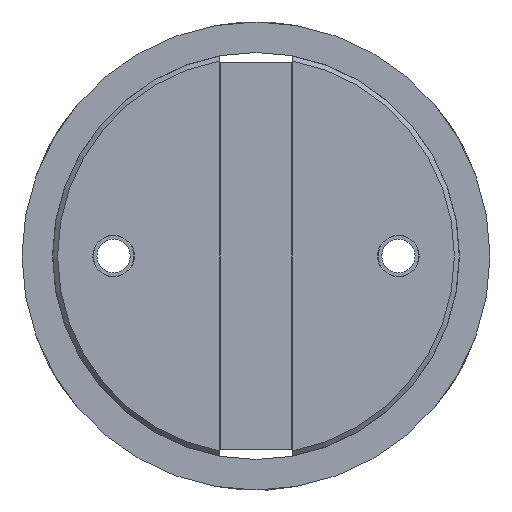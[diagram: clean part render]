
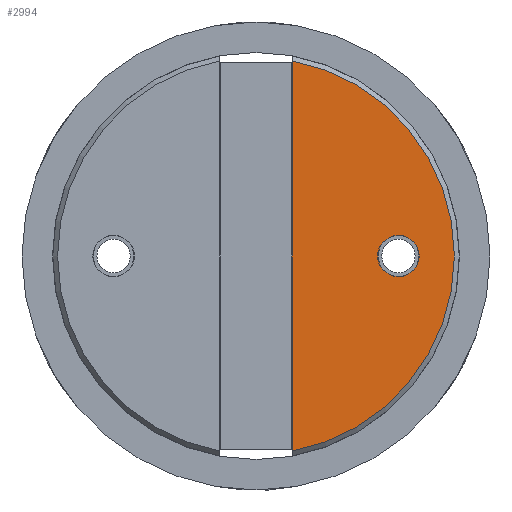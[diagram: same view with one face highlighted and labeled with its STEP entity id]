
A CAD part, left-side view. The second image highlights one B-rep face of the part: STEP entity #2994.
In plain terms, the highlighted planar face has unit normal (-1, 0, 0).
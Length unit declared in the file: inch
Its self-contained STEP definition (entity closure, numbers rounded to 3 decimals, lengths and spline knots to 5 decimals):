
#623 = PLANE ( 'NONE',  #4487 ) ;
#1027 = CIRCLE ( 'NONE', #3904, 0.125 ) ;
#1054 = EDGE_LOOP ( 'NONE', ( #4546, #4441 ) ) ;
#1090 = EDGE_CURVE ( 'NONE', #2894, #2894, #1027, .T. ) ;
#1117 = DIRECTION ( 'NONE',  ( 0., 0., 1. ) ) ;
#1435 = FACE_OUTER_BOUND ( 'NONE', #1054, .T. ) ;
#1593 = DIRECTION ( 'NONE',  ( 0., 0., 1. ) ) ;
#2380 = CARTESIAN_POINT ( 'NONE',  ( 0., 0., 0. ) ) ;
#2580 = FACE_BOUND ( 'NONE', #2738, .T. ) ;
#2588 = DIRECTION ( 'NONE',  ( 1., 0., 0. ) ) ;
#2647 = AXIS2_PLACEMENT_3D ( 'NONE', #2856, #3264, #3645 ) ;
#2738 = EDGE_LOOP ( 'NONE', ( #3096 ) ) ;
#2744 = VECTOR ( 'NONE', #1593, 39.37008 ) ;
#2856 = CARTESIAN_POINT ( 'NONE',  ( 0., 0., 0. ) ) ;
#2871 = DIRECTION ( 'NONE',  ( 0., 0., -1. ) ) ;
#2894 = VERTEX_POINT ( 'NONE', #4416 ) ;
#2973 = EDGE_CURVE ( 'NONE', #4214, #3749, #4540, .T. ) ;
#2994 = ADVANCED_FACE ( 'NONE', ( #2580, #1435 ), #623, .F. ) ;
#3096 = ORIENTED_EDGE ( 'NONE', *, *, #1090, .F. ) ;
#3264 = DIRECTION ( 'NONE',  ( -1., 0., 0. ) ) ;
#3533 = CARTESIAN_POINT ( 'NONE',  ( 0., -0.222, 1.25 ) ) ;
#3645 = DIRECTION ( 'NONE',  ( 0., 0., -1. ) ) ;
#3749 = VERTEX_POINT ( 'NONE', #4558 ) ;
#3904 = AXIS2_PLACEMENT_3D ( 'NONE', #4342, #4337, #1117 ) ;
#4110 = EDGE_CURVE ( 'NONE', #4214, #3749, #4828, .T. ) ;
#4214 = VERTEX_POINT ( 'NONE', #4439 ) ;
#4337 = DIRECTION ( 'NONE',  ( -1., 0., 0. ) ) ;
#4342 = CARTESIAN_POINT ( 'NONE',  ( 0., -0.875, 0. ) ) ;
#4416 = CARTESIAN_POINT ( 'NONE',  ( 0., -0.875, 0.125 ) ) ;
#4439 = CARTESIAN_POINT ( 'NONE',  ( 0., -0.222, -1.19811 ) ) ;
#4441 = ORIENTED_EDGE ( 'NONE', *, *, #4110, .F. ) ;
#4487 = AXIS2_PLACEMENT_3D ( 'NONE', #2380, #2588, #2871 ) ;
#4540 = CIRCLE ( 'NONE', #2647, 1.2185 ) ;
#4546 = ORIENTED_EDGE ( 'NONE', *, *, #2973, .T. ) ;
#4558 = CARTESIAN_POINT ( 'NONE',  ( 0., -0.222, 1.19811 ) ) ;
#4828 = LINE ( 'NONE', #3533, #2744 ) ;
